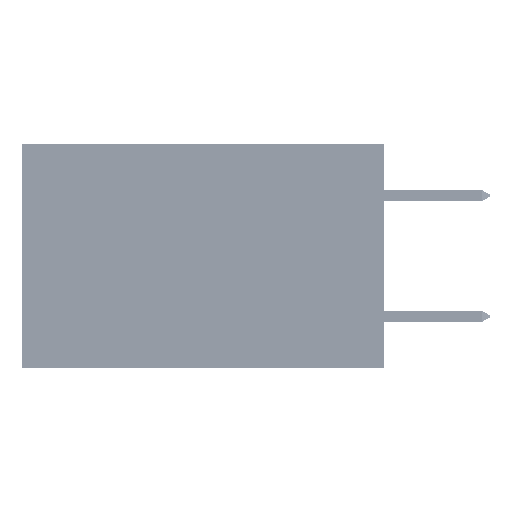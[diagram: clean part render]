
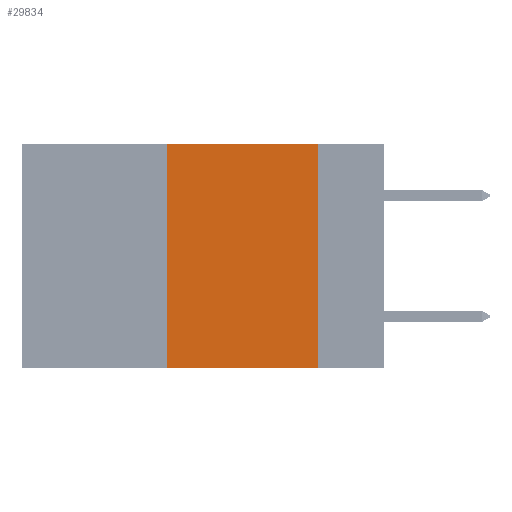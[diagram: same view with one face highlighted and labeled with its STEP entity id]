
A CAD part, left-side view. The second image highlights one B-rep face of the part: STEP entity #29834.
In plain terms, the highlighted planar face has unit normal (-1, 0, 0).
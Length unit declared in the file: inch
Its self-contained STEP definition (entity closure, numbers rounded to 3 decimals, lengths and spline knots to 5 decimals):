
#226 = VERTEX_POINT ( 'NONE', #37727 ) ;
#1853 = VECTOR ( 'NONE', #28766, 39.37008 ) ;
#2061 = CARTESIAN_POINT ( 'NONE',  ( 0., 0.6, -0.37 ) ) ;
#6068 = PLANE ( 'NONE',  #11355 ) ;
#6769 = EDGE_CURVE ( 'NONE', #13660, #9004, #26582, .T. ) ;
#7020 = CARTESIAN_POINT ( 'NONE',  ( 0., 0.36, 0. ) ) ;
#7840 = EDGE_LOOP ( 'NONE', ( #37194, #36066, #12150, #46726 ) ) ;
#7852 = CARTESIAN_POINT ( 'NONE',  ( 0., 0.11, 0. ) ) ;
#9004 = VERTEX_POINT ( 'NONE', #41658 ) ;
#9564 = DIRECTION ( 'NONE',  ( 1., 0., 0. ) ) ;
#11355 = AXIS2_PLACEMENT_3D ( 'NONE', #38144, #9564, #34811 ) ;
#12150 = ORIENTED_EDGE ( 'NONE', *, *, #41931, .F. ) ;
#12453 = DIRECTION ( 'NONE',  ( 0., -1., 0. ) ) ;
#13650 = FACE_OUTER_BOUND ( 'NONE', #7840, .T. ) ;
#13660 = VERTEX_POINT ( 'NONE', #27226 ) ;
#18072 = VECTOR ( 'NONE', #32760, 39.37008 ) ;
#19437 = CARTESIAN_POINT ( 'NONE',  ( 0., 0.36, -0.37 ) ) ;
#22698 = EDGE_CURVE ( 'NONE', #226, #13660, #38001, .T. ) ;
#26150 = DIRECTION ( 'NONE',  ( 0., 0., -1. ) ) ;
#26582 = LINE ( 'NONE', #7852, #44681 ) ;
#27226 = CARTESIAN_POINT ( 'NONE',  ( 0., 0.11, 0. ) ) ;
#28766 = DIRECTION ( 'NONE',  ( 0., -1., 0. ) ) ;
#29834 = ADVANCED_FACE ( 'NONE', ( #13650 ), #6068, .F. ) ;
#31059 = EDGE_CURVE ( 'NONE', #35772, #9004, #35580, .T. ) ;
#31685 = LINE ( 'NONE', #7020, #18072 ) ;
#32760 = DIRECTION ( 'NONE',  ( 0., 0., 1. ) ) ;
#34811 = DIRECTION ( 'NONE',  ( 0., 0., -1. ) ) ;
#35580 = LINE ( 'NONE', #2061, #42352 ) ;
#35590 = CARTESIAN_POINT ( 'NONE',  ( 0., 0.6, 0. ) ) ;
#35772 = VERTEX_POINT ( 'NONE', #19437 ) ;
#36066 = ORIENTED_EDGE ( 'NONE', *, *, #22698, .F. ) ;
#37194 = ORIENTED_EDGE ( 'NONE', *, *, #6769, .F. ) ;
#37727 = CARTESIAN_POINT ( 'NONE',  ( 0., 0.36, 0. ) ) ;
#38001 = LINE ( 'NONE', #35590, #1853 ) ;
#38144 = CARTESIAN_POINT ( 'NONE',  ( 0., 0.6, 0. ) ) ;
#41658 = CARTESIAN_POINT ( 'NONE',  ( 0., 0.11, -0.37 ) ) ;
#41931 = EDGE_CURVE ( 'NONE', #35772, #226, #31685, .T. ) ;
#42352 = VECTOR ( 'NONE', #12453, 39.37008 ) ;
#44681 = VECTOR ( 'NONE', #26150, 39.37008 ) ;
#46726 = ORIENTED_EDGE ( 'NONE', *, *, #31059, .T. ) ;
